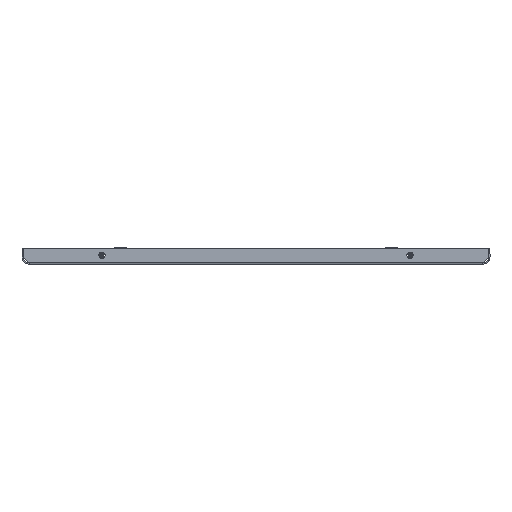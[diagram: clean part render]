
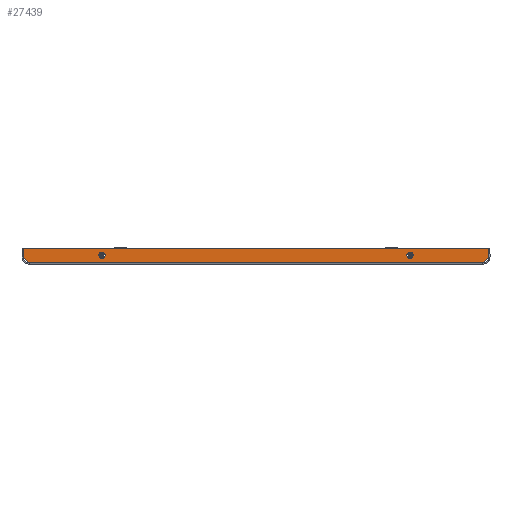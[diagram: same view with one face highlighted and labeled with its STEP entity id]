
A CAD part, front view. The second image highlights one B-rep face of the part: STEP entity #27439.
In plain terms, the highlighted planar face has unit normal (0, -1, 0).
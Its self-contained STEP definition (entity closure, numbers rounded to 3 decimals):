
#10643 = DIRECTION ( 'NONE',  ( 0., 0., 1. ) ) ;
#10644 = DIRECTION ( 'NONE',  ( 0., 1., 0. ) ) ;
#10645 = PLANE ( 'NONE',  #15415 ) ;
#10650 = CARTESIAN_POINT ( 'NONE',  ( -295.5, -677.5, 20. ) ) ;
#11177 = DIRECTION ( 'NONE',  ( 0., 0., 1. ) ) ;
#11178 = DIRECTION ( 'NONE',  ( 0., -1., 0. ) ) ;
#11181 = DIRECTION ( 'NONE',  ( 0., 0., 1. ) ) ;
#11182 = DIRECTION ( 'NONE',  ( 0., 1., 0. ) ) ;
#11186 = DIRECTION ( 'NONE',  ( -0.707, 0., -0.707 ) ) ;
#11188 = CARTESIAN_POINT ( 'NONE',  ( 195.5, -677.5, 11. ) ) ;
#11190 = DIRECTION ( 'NONE',  ( 0., 0., 1. ) ) ;
#11191 = CARTESIAN_POINT ( 'NONE',  ( -295.4, -677.5, 1.51 ) ) ;
#11192 = CARTESIAN_POINT ( 'NONE',  ( -195.5, -677.5, 11. ) ) ;
#11193 = DIRECTION ( 'NONE',  ( 0.707, 0., -0.707 ) ) ;
#11194 = CARTESIAN_POINT ( 'NONE',  ( 5.725, -677.5, -280.996 ) ) ;
#11195 = DIRECTION ( 'NONE',  ( -1., 0., 0. ) ) ;
#11196 = CARTESIAN_POINT ( 'NONE',  ( -295.5, -677.5, 1.51 ) ) ;
#11197 = DIRECTION ( 'NONE',  ( 0., 0., 1. ) ) ;
#11198 = CARTESIAN_POINT ( 'NONE',  ( 295.4, -677.5, 1.51 ) ) ;
#11204 = CARTESIAN_POINT ( 'NONE',  ( -301., -677.5, 14.504 ) ) ;
#11208 = DIRECTION ( 'NONE',  ( -1., 0., 0. ) ) ;
#11213 = CARTESIAN_POINT ( 'NONE',  ( -295.5, -677.5, 20. ) ) ;
#11346 = DIRECTION ( 'NONE',  ( 0., 0., 1. ) ) ;
#11347 = DIRECTION ( 'NONE',  ( 0., 1., 0. ) ) ;
#11360 = CARTESIAN_POINT ( 'NONE',  ( 195.5, -677.5, 11. ) ) ;
#11373 = DIRECTION ( 'NONE',  ( 0., 0., 1. ) ) ;
#11374 = DIRECTION ( 'NONE',  ( 0., -1., 0. ) ) ;
#11380 = CARTESIAN_POINT ( 'NONE',  ( -195.5, -677.5, 11. ) ) ;
#15415 = AXIS2_PLACEMENT_3D ( 'NONE', #10650, #10644, #10643 ) ;
#16147 = AXIS2_PLACEMENT_3D ( 'NONE', #11192, #11178, #11177 ) ;
#16164 = AXIS2_PLACEMENT_3D ( 'NONE', #11188, #11182, #11181 ) ;
#16227 = AXIS2_PLACEMENT_3D ( 'NONE', #11360, #11347, #11346 ) ;
#16253 = AXIS2_PLACEMENT_3D ( 'NONE', #11380, #11374, #11373 ) ;
#18053 = VERTEX_POINT ( 'NONE', #18406 ) ;
#18057 = VERTEX_POINT ( 'NONE', #18404 ) ;
#18072 = VERTEX_POINT ( 'NONE', #18400 ) ;
#18087 = VERTEX_POINT ( 'NONE', #18398 ) ;
#18089 = VERTEX_POINT ( 'NONE', #18396 ) ;
#18113 = VERTEX_POINT ( 'NONE', #18392 ) ;
#18137 = CARTESIAN_POINT ( 'NONE',  ( 195.5, -677.5, 15. ) ) ;
#18146 = CARTESIAN_POINT ( 'NONE',  ( 195.5, -677.5, 7. ) ) ;
#18392 = CARTESIAN_POINT ( 'NONE',  ( 295.4, -677.5, 20. ) ) ;
#18396 = CARTESIAN_POINT ( 'NONE',  ( 295.4, -677.5, 8.9 ) ) ;
#18398 = CARTESIAN_POINT ( 'NONE',  ( 288.016, -677.5, 1.51 ) ) ;
#18400 = CARTESIAN_POINT ( 'NONE',  ( -288.016, -677.5, 1.51 ) ) ;
#18404 = CARTESIAN_POINT ( 'NONE',  ( -295.4, -677.5, 20. ) ) ;
#18406 = CARTESIAN_POINT ( 'NONE',  ( -295.4, -677.5, 8.9 ) ) ;
#18410 = CARTESIAN_POINT ( 'NONE',  ( -195.5, -677.5, 7. ) ) ;
#18428 = CARTESIAN_POINT ( 'NONE',  ( -195.5, -677.5, 15. ) ) ;
#19433 = VERTEX_POINT ( 'NONE', #18428 ) ;
#19438 = VERTEX_POINT ( 'NONE', #18410 ) ;
#19481 = VERTEX_POINT ( 'NONE', #18146 ) ;
#19484 = VERTEX_POINT ( 'NONE', #18137 ) ;
#24189 = FACE_BOUND ( 'NONE', #30582, .T. ) ;
#24191 = FACE_BOUND ( 'NONE', #30580, .T. ) ;
#24195 = FACE_OUTER_BOUND ( 'NONE', #30575, .T. ) ;
#24291 = CIRCLE ( 'NONE', #16147, 4. ) ;
#24293 = CIRCLE ( 'NONE', #16164, 4. ) ;
#24299 = VECTOR ( 'NONE', #11186, 1000. ) ;
#24300 = VECTOR ( 'NONE', #11190, 1000. ) ;
#24301 = LINE ( 'NONE', #11191, #24300 ) ;
#24302 = VECTOR ( 'NONE', #11193, 1000. ) ;
#24303 = VECTOR ( 'NONE', #11195, 1000. ) ;
#24305 = LINE ( 'NONE', #11196, #24303 ) ;
#24307 = LINE ( 'NONE', #11204, #24302 ) ;
#24310 = VECTOR ( 'NONE', #11197, 1000. ) ;
#24311 = LINE ( 'NONE', #11198, #24310 ) ;
#24312 = LINE ( 'NONE', #11194, #24299 ) ;
#24313 = VECTOR ( 'NONE', #11208, 1000. ) ;
#24319 = LINE ( 'NONE', #11213, #24313 ) ;
#24389 = CIRCLE ( 'NONE', #16227, 4. ) ;
#24400 = CIRCLE ( 'NONE', #16253, 4. ) ;
#25037 = EDGE_CURVE ( 'NONE', #19433, #19438, #24400, .T. ) ;
#25045 = EDGE_CURVE ( 'NONE', #19481, #19484, #24389, .T. ) ;
#25092 = EDGE_CURVE ( 'NONE', #18113, #18057, #24319, .T. ) ;
#25095 = EDGE_CURVE ( 'NONE', #18089, #18113, #24311, .T. ) ;
#25096 = EDGE_CURVE ( 'NONE', #18087, #18072, #24305, .T. ) ;
#25097 = EDGE_CURVE ( 'NONE', #18053, #18072, #24307, .T. ) ;
#25098 = EDGE_CURVE ( 'NONE', #18053, #18057, #24301, .T. ) ;
#25099 = EDGE_CURVE ( 'NONE', #18089, #18087, #24312, .T. ) ;
#25101 = EDGE_CURVE ( 'NONE', #19484, #19481, #24293, .T. ) ;
#25102 = EDGE_CURVE ( 'NONE', #19438, #19433, #24291, .T. ) ;
#27439 = ADVANCED_FACE ( 'NONE', ( #24195, #24191, #24189 ), #10645, .F. ) ;
#30575 = EDGE_LOOP ( 'NONE', ( #32626, #32927, #32803, #32789, #32929, #32627 ) ) ;
#30580 = EDGE_LOOP ( 'NONE', ( #32827, #32603 ) ) ;
#30582 = EDGE_LOOP ( 'NONE', ( #32640, #32956 ) ) ;
#32603 = ORIENTED_EDGE ( 'NONE', *, *, #25045, .T. ) ;
#32626 = ORIENTED_EDGE ( 'NONE', *, *, #25098, .F. ) ;
#32627 = ORIENTED_EDGE ( 'NONE', *, *, #25092, .T. ) ;
#32640 = ORIENTED_EDGE ( 'NONE', *, *, #25037, .F. ) ;
#32789 = ORIENTED_EDGE ( 'NONE', *, *, #25099, .F. ) ;
#32803 = ORIENTED_EDGE ( 'NONE', *, *, #25096, .F. ) ;
#32827 = ORIENTED_EDGE ( 'NONE', *, *, #25101, .T. ) ;
#32927 = ORIENTED_EDGE ( 'NONE', *, *, #25097, .T. ) ;
#32929 = ORIENTED_EDGE ( 'NONE', *, *, #25095, .T. ) ;
#32956 = ORIENTED_EDGE ( 'NONE', *, *, #25102, .F. ) ;
